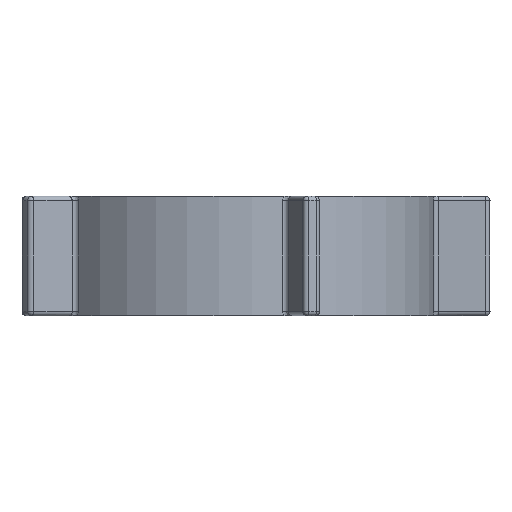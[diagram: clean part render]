
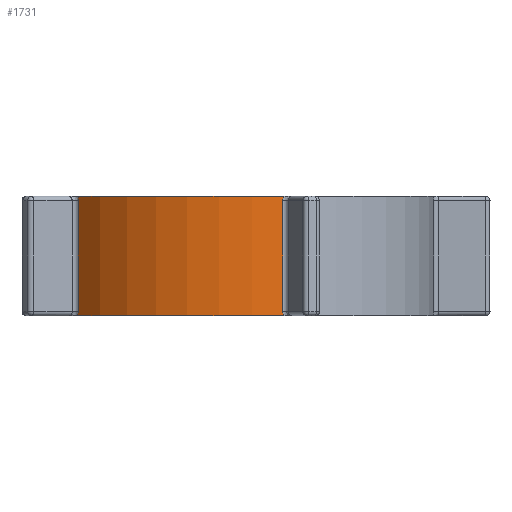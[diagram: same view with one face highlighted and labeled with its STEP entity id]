
A CAD part, front view. The second image highlights one B-rep face of the part: STEP entity #1731.
In plain terms, the highlighted cylindrical face has radius 17.6 mm (diameter 35.2 mm), a partial arc.
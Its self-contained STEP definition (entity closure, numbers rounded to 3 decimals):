
#69=CYLINDRICAL_SURFACE('',#1886,17.6);
#140=B_SPLINE_CURVE_WITH_KNOTS('',3,(#2858,#2859,#2860,#2861),
 .UNSPECIFIED.,.F.,.F.,(4,4),(0.461,0.503),
 .UNSPECIFIED.);
#143=B_SPLINE_CURVE_WITH_KNOTS('',3,(#2933,#2934,#2935,#2936),
 .UNSPECIFIED.,.F.,.F.,(4,4),(0.503,0.545),
 .UNSPECIFIED.);
#144=B_SPLINE_CURVE_WITH_KNOTS('',3,(#2939,#2940,#2941,#2942),
 .UNSPECIFIED.,.F.,.F.,(4,4),(0.503,0.545),
 .UNSPECIFIED.);
#145=B_SPLINE_CURVE_WITH_KNOTS('',3,(#2946,#2947,#2948,#2949),
 .UNSPECIFIED.,.F.,.F.,(4,4),(0.461,0.503),
 .UNSPECIFIED.);
#212=FACE_OUTER_BOUND('',#337,.T.);
#337=EDGE_LOOP('',(#1246,#1247,#1248,#1249,#1250,#1251,#1252,#1253));
#470=LINE('',#2867,#558);
#471=LINE('',#2944,#559);
#558=VECTOR('',#2159,10.);
#559=VECTOR('',#2162,10.);
#631=CIRCLE('',#1860,17.6);
#651=CIRCLE('',#1887,17.6);
#754=VERTEX_POINT('',#2626);
#755=VERTEX_POINT('',#2627);
#792=VERTEX_POINT('',#2827);
#794=VERTEX_POINT('',#2863);
#796=VERTEX_POINT('',#2893);
#798=VERTEX_POINT('',#2938);
#799=VERTEX_POINT('',#2943);
#800=VERTEX_POINT('',#2945);
#908=EDGE_CURVE('',#754,#755,#631,.T.);
#953=EDGE_CURVE('',#755,#792,#140,.T.);
#956=EDGE_CURVE('',#792,#794,#470,.T.);
#959=EDGE_CURVE('',#794,#796,#143,.T.);
#960=EDGE_CURVE('',#798,#754,#144,.T.);
#961=EDGE_CURVE('',#799,#798,#471,.T.);
#962=EDGE_CURVE('',#800,#799,#145,.T.);
#963=EDGE_CURVE('',#796,#800,#651,.T.);
#1246=ORIENTED_EDGE('',*,*,#959,.F.);
#1247=ORIENTED_EDGE('',*,*,#956,.F.);
#1248=ORIENTED_EDGE('',*,*,#953,.F.);
#1249=ORIENTED_EDGE('',*,*,#908,.F.);
#1250=ORIENTED_EDGE('',*,*,#960,.F.);
#1251=ORIENTED_EDGE('',*,*,#961,.F.);
#1252=ORIENTED_EDGE('',*,*,#962,.F.);
#1253=ORIENTED_EDGE('',*,*,#963,.F.);
#1731=ADVANCED_FACE('',(#212),#69,.T.);
#1860=AXIS2_PLACEMENT_3D('',#2628,#2091,#2092);
#1886=AXIS2_PLACEMENT_3D('',#2937,#2160,#2161);
#1887=AXIS2_PLACEMENT_3D('',#2950,#2163,#2164);
#2091=DIRECTION('center_axis',(0.,0.,1.));
#2092=DIRECTION('ref_axis',(-1.,0.,0.));
#2159=DIRECTION('',(0.,0.,-1.));
#2160=DIRECTION('center_axis',(0.,0.,-1.));
#2161=DIRECTION('ref_axis',(-1.,0.,0.));
#2162=DIRECTION('',(0.,0.,1.));
#2163=DIRECTION('center_axis',(0.,0.,-1.));
#2164=DIRECTION('ref_axis',(-1.,0.,0.));
#2626=CARTESIAN_POINT('',(-13.615,-11.153,20.25));
#2627=CARTESIAN_POINT('',(4.46,-17.026,20.25));
#2628=CARTESIAN_POINT('Origin',(0.,0.,
20.25));
#2827=CARTESIAN_POINT('',(4.358,-17.052,19.85));
#2858=CARTESIAN_POINT('Ctrl Pts',(4.461,-17.025,20.249));
#2859=CARTESIAN_POINT('Ctrl Pts',(4.395,-17.043,20.128));
#2860=CARTESIAN_POINT('Ctrl Pts',(4.358,-17.052,19.99));
#2861=CARTESIAN_POINT('Ctrl Pts',(4.358,-17.052,19.85));
#2863=CARTESIAN_POINT('',(4.358,-17.052,10.15));
#2867=CARTESIAN_POINT('',(4.358,-17.052,18.75));
#2893=CARTESIAN_POINT('',(4.46,-17.026,9.75));
#2933=CARTESIAN_POINT('Ctrl Pts',(4.358,-17.052,10.15));
#2934=CARTESIAN_POINT('Ctrl Pts',(4.358,-17.052,10.01));
#2935=CARTESIAN_POINT('Ctrl Pts',(4.394,-17.043,9.871));
#2936=CARTESIAN_POINT('Ctrl Pts',(4.46,-17.026,9.75));
#2937=CARTESIAN_POINT('Origin',(0.,0.,
18.75));
#2938=CARTESIAN_POINT('',(-13.549,-11.234,19.85));
#2939=CARTESIAN_POINT('Ctrl Pts',(-13.549,-11.234,19.85));
#2940=CARTESIAN_POINT('Ctrl Pts',(-13.549,-11.234,19.99));
#2941=CARTESIAN_POINT('Ctrl Pts',(-13.573,-11.204,20.128));
#2942=CARTESIAN_POINT('Ctrl Pts',(-13.616,-11.152,20.249));
#2943=CARTESIAN_POINT('',(-13.549,-11.234,10.15));
#2944=CARTESIAN_POINT('',(-13.549,-11.234,18.75));
#2945=CARTESIAN_POINT('',(-13.615,-11.153,9.75));
#2946=CARTESIAN_POINT('Ctrl Pts',(-13.616,-11.152,9.75));
#2947=CARTESIAN_POINT('Ctrl Pts',(-13.573,-11.205,9.871));
#2948=CARTESIAN_POINT('Ctrl Pts',(-13.549,-11.234,10.01));
#2949=CARTESIAN_POINT('Ctrl Pts',(-13.549,-11.234,10.15));
#2950=CARTESIAN_POINT('Origin',(0.,0.,
9.75));
